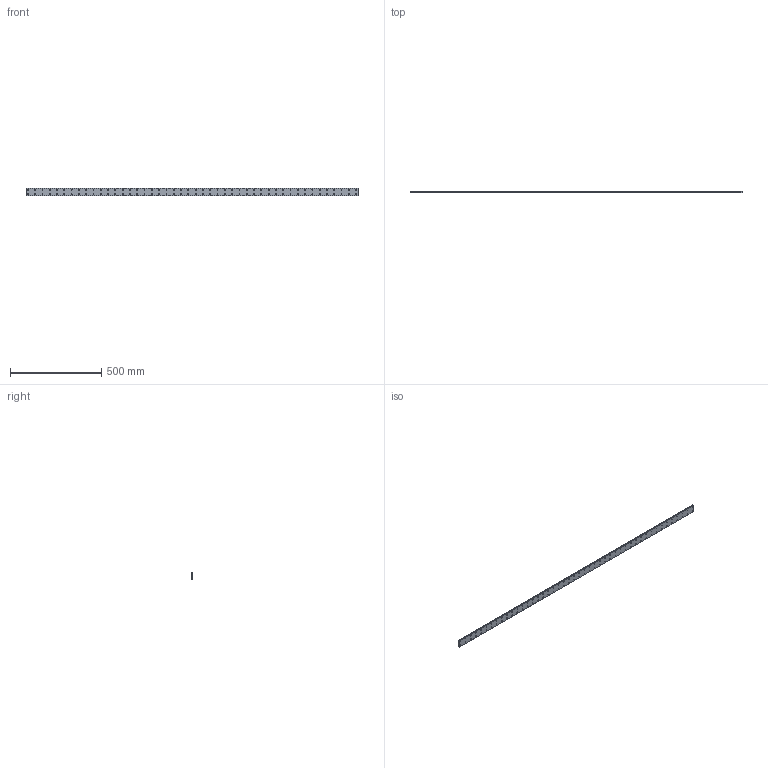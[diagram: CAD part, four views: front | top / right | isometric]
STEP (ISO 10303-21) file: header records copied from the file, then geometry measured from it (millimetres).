
FILE_DESCRIPTION (( 'STEP AP214' ), '1' );
FILE_NAME ('SRS15WSSS-1820LTM_G10_0_0_0_0_0_1.STEP', '2021-08-10T09:04:36', ( '' ), ( '' ), 'SwSTEP 2.0', 'SolidWorks 2021', '' );
FILE_SCHEMA (( 'AUTOMOTIVE_DESIGN' ));
Length unit declared in the file: millimetre
Products named in the file (2): _SRS15WS182010 Track; SRS15WSSS-1820LTM_G10_0_0_0_0_0_1
Assembly tree (1 placements, depth 2):
  SRS15WSSS-1820LTM_G10_0_0_0_0_0_1
    _SRS15WS182010 Track
Bounding box: 1820 x 9.5 x 42 mm (x, y, z)
Volume: 669196.8 mm3; surface area: 200795.2 mm2
Topology: 1 solids, 1 shells, 492 faces, 1194 edges, 796 vertices
Faces by surface type: cylinder 375, plane 117
Entity records: 15262 total; most frequent: DIRECTION 2936, CARTESIAN_POINT 2486, ORIENTED_EDGE 2388, AXIS2_PLACEMENT_3D 1246, EDGE_CURVE 1194, VERTEX_POINT 796, EDGE_LOOP 768, CIRCLE 750
